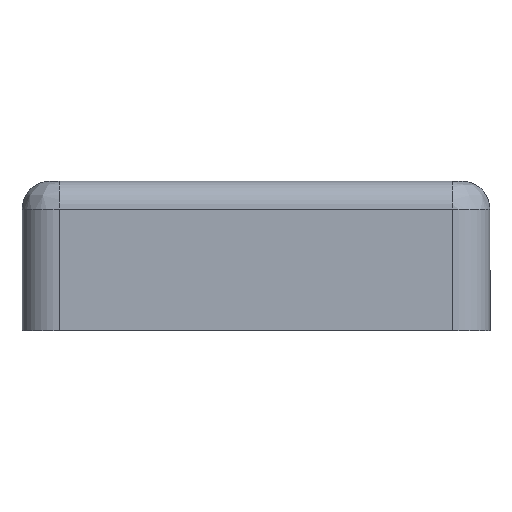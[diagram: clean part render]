
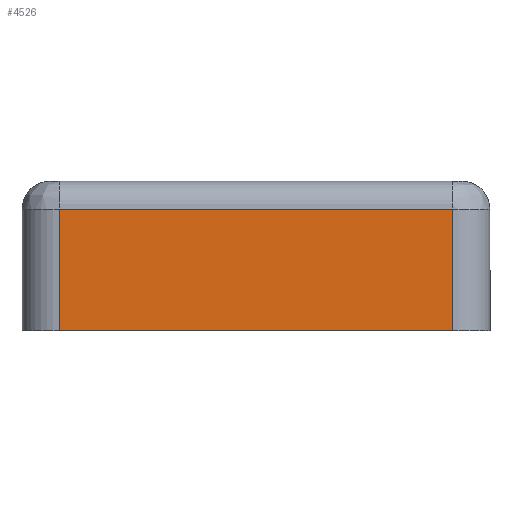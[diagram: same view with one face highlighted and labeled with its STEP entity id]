
A CAD part, left-side view. The second image highlights one B-rep face of the part: STEP entity #4526.
In plain terms, the highlighted planar face has unit normal (-1, 0, 0).
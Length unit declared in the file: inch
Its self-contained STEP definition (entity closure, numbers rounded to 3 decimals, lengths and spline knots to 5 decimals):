
#35 = CARTESIAN_POINT ( 'NONE',  ( -1.9685, 0.82677, 0.62992 ) ) ;
#53 = VECTOR ( 'NONE', #1865, 39.37008 ) ;
#465 = VECTOR ( 'NONE', #3586, 39.37008 ) ;
#586 = CARTESIAN_POINT ( 'NONE',  ( -1.9685, -0.82677, 0. ) ) ;
#1865 = DIRECTION ( 'NONE',  ( 0., 0., 1. ) ) ;
#2634 = VECTOR ( 'NONE', #3779, 39.37008 ) ;
#2804 = EDGE_CURVE ( 'NONE', #4392, #8636, #5542, .T. ) ;
#2893 = CARTESIAN_POINT ( 'NONE',  ( -1.9685, 0.82677, 0.51181 ) ) ;
#3586 = DIRECTION ( 'NONE',  ( 0., 0., -1. ) ) ;
#3590 = VERTEX_POINT ( 'NONE', #586 ) ;
#3606 = CARTESIAN_POINT ( 'NONE',  ( -1.9685, -0.98425, 0.51181 ) ) ;
#3649 = DIRECTION ( 'NONE',  ( 0., -1., 0. ) ) ;
#3705 = VERTEX_POINT ( 'NONE', #7820 ) ;
#3779 = DIRECTION ( 'NONE',  ( 0., 1., 0. ) ) ;
#4392 = VERTEX_POINT ( 'NONE', #7452 ) ;
#4484 = LINE ( 'NONE', #5521, #2634 ) ;
#4526 = ADVANCED_FACE ( 'NONE', ( #6499 ), #6428, .F. ) ;
#4895 = VECTOR ( 'NONE', #3649, 39.37008 ) ;
#4902 = CARTESIAN_POINT ( 'NONE',  ( -1.9685, -0.82677, 0.62992 ) ) ;
#5213 = EDGE_CURVE ( 'NONE', #8636, #3705, #6910, .T. ) ;
#5521 = CARTESIAN_POINT ( 'NONE',  ( -1.9685, 0.98425, 0. ) ) ;
#5542 = LINE ( 'NONE', #35, #53 ) ;
#5640 = ORIENTED_EDGE ( 'NONE', *, *, #2804, .F. ) ;
#5669 = ORIENTED_EDGE ( 'NONE', *, *, #5213, .F. ) ;
#6428 = PLANE ( 'NONE',  #7728 ) ;
#6479 = CARTESIAN_POINT ( 'NONE',  ( -1.9685, 0.98425, 0.62992 ) ) ;
#6490 = DIRECTION ( 'NONE',  ( 0., 0., -1. ) ) ;
#6498 = DIRECTION ( 'NONE',  ( 1., 0., 0. ) ) ;
#6499 = FACE_OUTER_BOUND ( 'NONE', #7671, .T. ) ;
#6910 = LINE ( 'NONE', #3606, #4895 ) ;
#7452 = CARTESIAN_POINT ( 'NONE',  ( -1.9685, 0.82677, 0. ) ) ;
#7599 = ORIENTED_EDGE ( 'NONE', *, *, #8373, .F. ) ;
#7671 = EDGE_LOOP ( 'NONE', ( #5669, #5640, #7599, #8172 ) ) ;
#7694 = LINE ( 'NONE', #4902, #465 ) ;
#7728 = AXIS2_PLACEMENT_3D ( 'NONE', #6479, #6498, #6490 ) ;
#7820 = CARTESIAN_POINT ( 'NONE',  ( -1.9685, -0.82677, 0.51181 ) ) ;
#8172 = ORIENTED_EDGE ( 'NONE', *, *, #8567, .F. ) ;
#8373 = EDGE_CURVE ( 'NONE', #3590, #4392, #4484, .T. ) ;
#8567 = EDGE_CURVE ( 'NONE', #3705, #3590, #7694, .T. ) ;
#8636 = VERTEX_POINT ( 'NONE', #2893 ) ;
